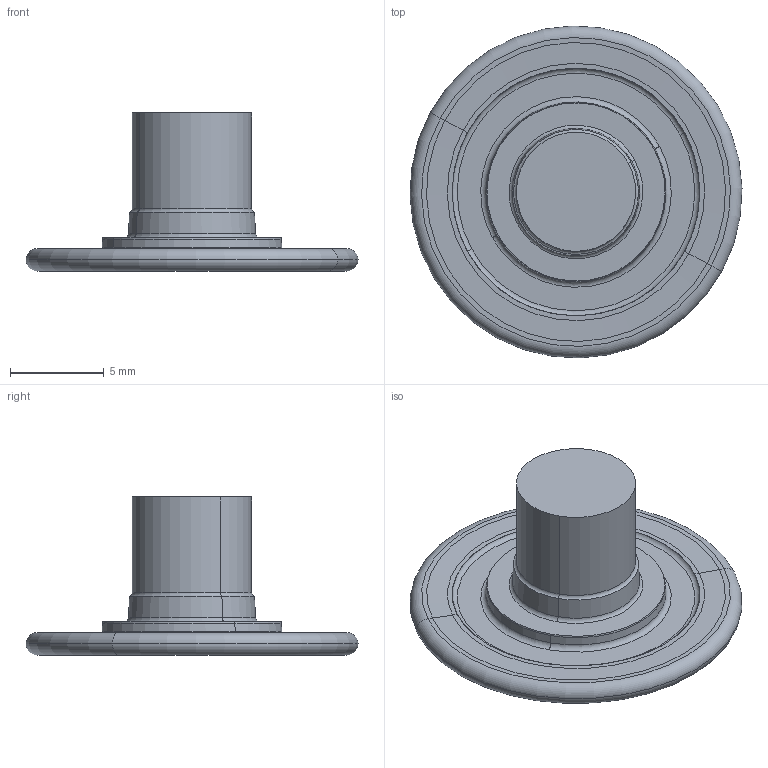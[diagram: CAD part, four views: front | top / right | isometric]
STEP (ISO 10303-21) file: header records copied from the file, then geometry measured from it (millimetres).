
FILE_DESCRIPTION(('CATIA V5 STEP','CAx-IF Rec.Pracs.--- Model Styling and Organization---1.2---2011-12-15'),'2;1');
FILE_NAME('MM GRIT18P120-060-3T6.stp','2022-05-31T12:54:41+00:00',('none'),('none'),'CATIA Version 5 Release 21 SP 5 (IN-10)','CATIA V5 STEP AP214','none');
FILE_SCHEMA(('AUTOMOTIVE_DESIGN { 1 0 10303 214 1 1 1 1 }'));
Length unit declared in the file: millimetre
Products named in the file (1): MM GRIT18P120-060-3T6
Bounding box: 17.71 x 17.71 x 8.43 mm (x, y, z)
Volume: 515.2 mm3; surface area: 785.2 mm2
Topology: 2 solids, 2 shells, 55 faces, 117 edges, 69 vertices
Faces by surface type: torus 20, cone 20, cylinder 6, plane 5, revolution 4
Entity records: 1797 total; most frequent: CARTESIAN_POINT 526, DIRECTION 222, ORIENTED_EDGE 220, AXIS2_PLACEMENT_3D 134, EDGE_CURVE 110, CIRCLE 79, VERTEX_POINT 60, EDGE_LOOP 58
